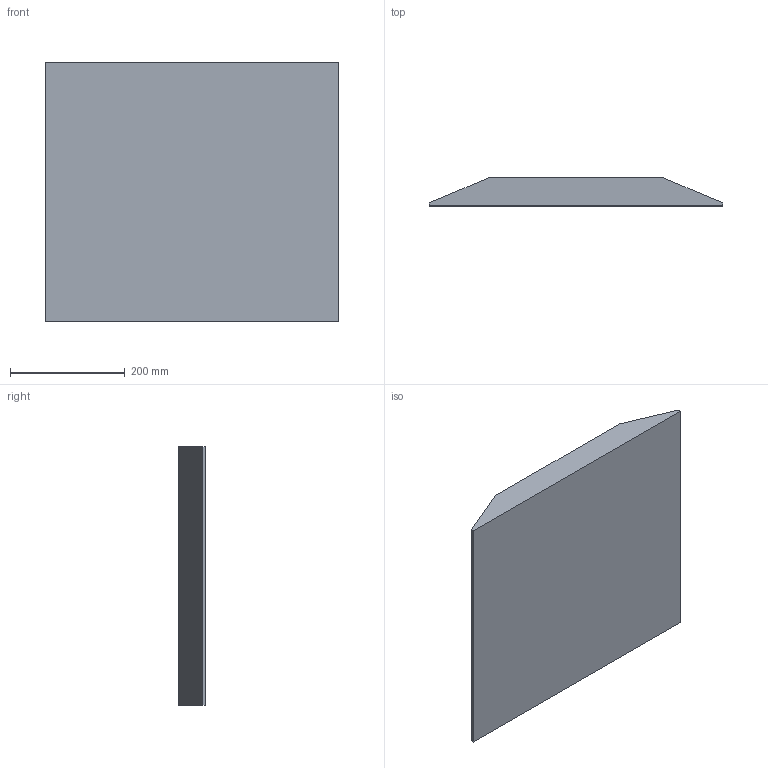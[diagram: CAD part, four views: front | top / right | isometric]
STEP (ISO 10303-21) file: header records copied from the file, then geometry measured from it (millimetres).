
FILE_DESCRIPTION (( 'STEP AP203' ), '1' );
FILE_NAME ('BL5 RF5-TP.STEP', '2024-03-25T17:55:41', ( '' ), ( '' ), 'SwSTEP 2.0', 'SolidWorks 2021', '' );
FILE_SCHEMA (( 'CONFIG_CONTROL_DESIGN' ));
Length unit declared in the file: millimetre
Products named in the file (1): BL5 RF5-TP
Bounding box: 510 x 48 x 450 mm (x, y, z)
Volume: 8950706 mm3; surface area: 530255.8 mm2
Topology: 1 solids, 1 shells, 130 faces, 342 edges, 228 vertices
Faces by surface type: plane 95, bspline 35
Entity records: 5945 total; most frequent: CARTESIAN_POINT 2888, ORIENTED_EDGE 684, DIRECTION 464, EDGE_CURVE 342, VECTOR 272, LINE 272, VERTEX_POINT 228, EDGE_LOOP 144
